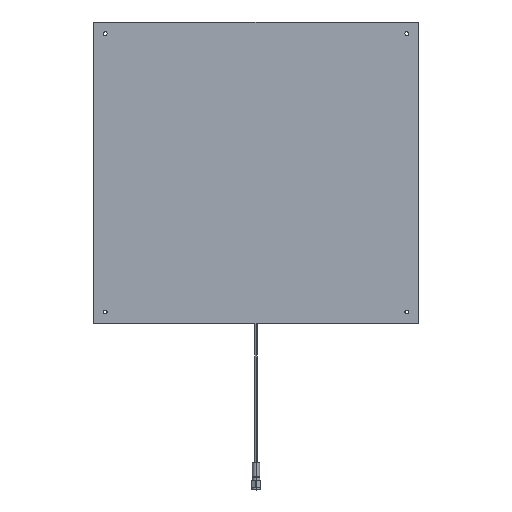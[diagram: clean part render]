
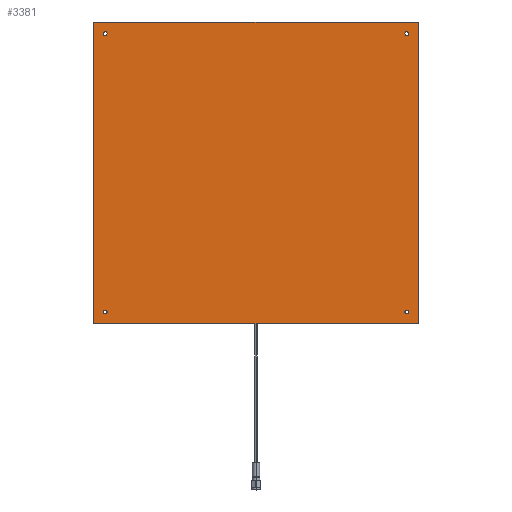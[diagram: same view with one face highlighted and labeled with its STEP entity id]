
A CAD part, top view. The second image highlights one B-rep face of the part: STEP entity #3381.
In plain terms, the highlighted face is planar.
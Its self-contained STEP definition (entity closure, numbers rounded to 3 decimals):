
#112 = AXIS2_PLACEMENT_3D ( 'NONE', #6435, #1276, #767 ) ;
#127 = AXIS2_PLACEMENT_3D ( 'NONE', #1215, #5242, #3752 ) ;
#155 = VECTOR ( 'NONE', #4638, 1000. ) ;
#157 = CARTESIAN_POINT ( 'NONE',  ( 131.6, 121., -3. ) ) ;
#241 = LINE ( 'NONE', #5912, #1776 ) ;
#314 = CARTESIAN_POINT ( 'NONE',  ( -131.6, -119., -3. ) ) ;
#452 = CIRCLE ( 'NONE', #127, 1.6 ) ;
#593 = AXIS2_PLACEMENT_3D ( 'NONE', #1162, #1766, #5853 ) ;
#606 = ORIENTED_EDGE ( 'NONE', *, *, #5293, .T. ) ;
#747 = DIRECTION ( 'NONE',  ( -1., 0., 0. ) ) ;
#754 = AXIS2_PLACEMENT_3D ( 'NONE', #2656, #5224, #4140 ) ;
#755 = ORIENTED_EDGE ( 'NONE', *, *, #3347, .F. ) ;
#767 = DIRECTION ( 'NONE',  ( 1., 0., 0. ) ) ;
#808 = AXIS2_PLACEMENT_3D ( 'NONE', #2589, #3669, #5721 ) ;
#830 = AXIS2_PLACEMENT_3D ( 'NONE', #5502, #3473, #1380 ) ;
#839 = VERTEX_POINT ( 'NONE', #6378 ) ;
#905 = FACE_BOUND ( 'NONE', #4106, .T. ) ;
#1062 = DIRECTION ( 'NONE',  ( 0., 1., 0. ) ) ;
#1073 = CARTESIAN_POINT ( 'NONE',  ( 128.4, 121., -3. ) ) ;
#1132 = CARTESIAN_POINT ( 'NONE',  ( 140., -129., -3. ) ) ;
#1149 = DIRECTION ( 'NONE',  ( 0., 0., 1. ) ) ;
#1156 = CARTESIAN_POINT ( 'NONE',  ( 140., 131., -3. ) ) ;
#1162 = CARTESIAN_POINT ( 'NONE',  ( -130., -119., -3. ) ) ;
#1195 = VERTEX_POINT ( 'NONE', #1073 ) ;
#1206 = ORIENTED_EDGE ( 'NONE', *, *, #1954, .F. ) ;
#1215 = CARTESIAN_POINT ( 'NONE',  ( -130., 121., -3. ) ) ;
#1253 = AXIS2_PLACEMENT_3D ( 'NONE', #6100, #5469, #3442 ) ;
#1276 = DIRECTION ( 'NONE',  ( 0., 0., 1. ) ) ;
#1380 = DIRECTION ( 'NONE',  ( 1., 0., 0. ) ) ;
#1407 = EDGE_CURVE ( 'NONE', #5010, #2164, #2266, .T. ) ;
#1484 = EDGE_CURVE ( 'NONE', #3530, #3949, #4752, .T. ) ;
#1753 = DIRECTION ( 'NONE',  ( 0., 0., 1. ) ) ;
#1766 = DIRECTION ( 'NONE',  ( 0., 0., 1. ) ) ;
#1776 = VECTOR ( 'NONE', #747, 1000. ) ;
#1820 = FACE_OUTER_BOUND ( 'NONE', #3410, .T. ) ;
#1891 = CIRCLE ( 'NONE', #808, 1.6 ) ;
#1954 = EDGE_CURVE ( 'NONE', #3949, #839, #241, .T. ) ;
#1998 = EDGE_CURVE ( 'NONE', #839, #4893, #6241, .T. ) ;
#2118 = CIRCLE ( 'NONE', #1253, 1.6 ) ;
#2138 = CARTESIAN_POINT ( 'NONE',  ( -128.4, -119., -3. ) ) ;
#2164 = VERTEX_POINT ( 'NONE', #4830 ) ;
#2176 = ORIENTED_EDGE ( 'NONE', *, *, #1998, .F. ) ;
#2201 = ORIENTED_EDGE ( 'NONE', *, *, #1407, .T. ) ;
#2266 = CIRCLE ( 'NONE', #754, 1.6 ) ;
#2314 = VERTEX_POINT ( 'NONE', #5970 ) ;
#2368 = EDGE_LOOP ( 'NONE', ( #4333, #4818 ) ) ;
#2589 = CARTESIAN_POINT ( 'NONE',  ( 130., 121., -3. ) ) ;
#2656 = CARTESIAN_POINT ( 'NONE',  ( 130., -119., -3. ) ) ;
#2890 = VERTEX_POINT ( 'NONE', #2138 ) ;
#3032 = VECTOR ( 'NONE', #5641, 1000. ) ;
#3137 = CARTESIAN_POINT ( 'NONE',  ( -140., 131., -3. ) ) ;
#3333 = PLANE ( 'NONE',  #112 ) ;
#3347 = EDGE_CURVE ( 'NONE', #4893, #3530, #3586, .T. ) ;
#3381 = ADVANCED_FACE ( 'NONE', ( #5971, #905, #5400, #3439, #1820 ), #3333, .F. ) ;
#3410 = EDGE_LOOP ( 'NONE', ( #1206, #4307, #755, #2176 ) ) ;
#3423 = CIRCLE ( 'NONE', #4063, 1.6 ) ;
#3439 = FACE_BOUND ( 'NONE', #5845, .T. ) ;
#3442 = DIRECTION ( 'NONE',  ( 1., 0., 0. ) ) ;
#3448 = CARTESIAN_POINT ( 'NONE',  ( -140., -129., -3. ) ) ;
#3473 = DIRECTION ( 'NONE',  ( 0., 0., 1. ) ) ;
#3530 = VERTEX_POINT ( 'NONE', #6098 ) ;
#3586 = LINE ( 'NONE', #6677, #3032 ) ;
#3669 = DIRECTION ( 'NONE',  ( 0., 0., 1. ) ) ;
#3714 = CARTESIAN_POINT ( 'NONE',  ( -130., -119., -3. ) ) ;
#3726 = CIRCLE ( 'NONE', #593, 1.6 ) ;
#3752 = DIRECTION ( 'NONE',  ( 1., 0., 0. ) ) ;
#3919 = AXIS2_PLACEMENT_3D ( 'NONE', #3714, #1149, #5772 ) ;
#3949 = VERTEX_POINT ( 'NONE', #1156 ) ;
#4063 = AXIS2_PLACEMENT_3D ( 'NONE', #5334, #1753, #4834 ) ;
#4106 = EDGE_LOOP ( 'NONE', ( #5098, #2201 ) ) ;
#4115 = ORIENTED_EDGE ( 'NONE', *, *, #4259, .T. ) ;
#4140 = DIRECTION ( 'NONE',  ( 1., 0., 0. ) ) ;
#4167 = CIRCLE ( 'NONE', #830, 1.6 ) ;
#4169 = CARTESIAN_POINT ( 'NONE',  ( -128.4, 121., -3. ) ) ;
#4222 = EDGE_CURVE ( 'NONE', #5141, #2314, #452, .T. ) ;
#4259 = EDGE_CURVE ( 'NONE', #5388, #2890, #5960, .T. ) ;
#4307 = ORIENTED_EDGE ( 'NONE', *, *, #1484, .F. ) ;
#4333 = ORIENTED_EDGE ( 'NONE', *, *, #5859, .T. ) ;
#4468 = ORIENTED_EDGE ( 'NONE', *, *, #5868, .T. ) ;
#4638 = DIRECTION ( 'NONE',  ( 0., -1., 0. ) ) ;
#4712 = VECTOR ( 'NONE', #1062, 1000. ) ;
#4752 = LINE ( 'NONE', #1132, #4712 ) ;
#4818 = ORIENTED_EDGE ( 'NONE', *, *, #4959, .T. ) ;
#4830 = CARTESIAN_POINT ( 'NONE',  ( 131.6, -119., -3. ) ) ;
#4834 = DIRECTION ( 'NONE',  ( 1., 0., 0. ) ) ;
#4846 = ORIENTED_EDGE ( 'NONE', *, *, #4222, .T. ) ;
#4893 = VERTEX_POINT ( 'NONE', #3448 ) ;
#4959 = EDGE_CURVE ( 'NONE', #1195, #5701, #1891, .T. ) ;
#4989 = EDGE_LOOP ( 'NONE', ( #4846, #4468 ) ) ;
#5010 = VERTEX_POINT ( 'NONE', #6392 ) ;
#5098 = ORIENTED_EDGE ( 'NONE', *, *, #6302, .T. ) ;
#5141 = VERTEX_POINT ( 'NONE', #4169 ) ;
#5224 = DIRECTION ( 'NONE',  ( 0., 0., 1. ) ) ;
#5242 = DIRECTION ( 'NONE',  ( 0., 0., 1. ) ) ;
#5293 = EDGE_CURVE ( 'NONE', #2890, #5388, #3726, .T. ) ;
#5334 = CARTESIAN_POINT ( 'NONE',  ( 130., -119., -3. ) ) ;
#5388 = VERTEX_POINT ( 'NONE', #314 ) ;
#5400 = FACE_BOUND ( 'NONE', #4989, .T. ) ;
#5469 = DIRECTION ( 'NONE',  ( 0., 0., 1. ) ) ;
#5502 = CARTESIAN_POINT ( 'NONE',  ( 130., 121., -3. ) ) ;
#5641 = DIRECTION ( 'NONE',  ( 1., 0., 0. ) ) ;
#5701 = VERTEX_POINT ( 'NONE', #157 ) ;
#5721 = DIRECTION ( 'NONE',  ( 1., 0., 0. ) ) ;
#5772 = DIRECTION ( 'NONE',  ( 1., 0., 0. ) ) ;
#5845 = EDGE_LOOP ( 'NONE', ( #606, #4115 ) ) ;
#5853 = DIRECTION ( 'NONE',  ( 1., 0., 0. ) ) ;
#5859 = EDGE_CURVE ( 'NONE', #5701, #1195, #4167, .T. ) ;
#5868 = EDGE_CURVE ( 'NONE', #2314, #5141, #2118, .T. ) ;
#5912 = CARTESIAN_POINT ( 'NONE',  ( 140., 131., -3. ) ) ;
#5960 = CIRCLE ( 'NONE', #3919, 1.6 ) ;
#5970 = CARTESIAN_POINT ( 'NONE',  ( -131.6, 121., -3. ) ) ;
#5971 = FACE_BOUND ( 'NONE', #2368, .T. ) ;
#6098 = CARTESIAN_POINT ( 'NONE',  ( 140., -129., -3. ) ) ;
#6100 = CARTESIAN_POINT ( 'NONE',  ( -130., 121., -3. ) ) ;
#6241 = LINE ( 'NONE', #3137, #155 ) ;
#6302 = EDGE_CURVE ( 'NONE', #2164, #5010, #3423, .T. ) ;
#6378 = CARTESIAN_POINT ( 'NONE',  ( -140., 131., -3. ) ) ;
#6392 = CARTESIAN_POINT ( 'NONE',  ( 128.4, -119., -3. ) ) ;
#6435 = CARTESIAN_POINT ( 'NONE',  ( -130., -119., -3. ) ) ;
#6677 = CARTESIAN_POINT ( 'NONE',  ( -140., -129., -3. ) ) ;
